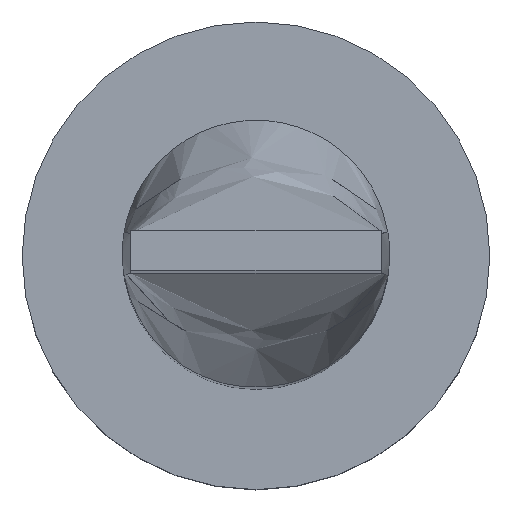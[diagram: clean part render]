
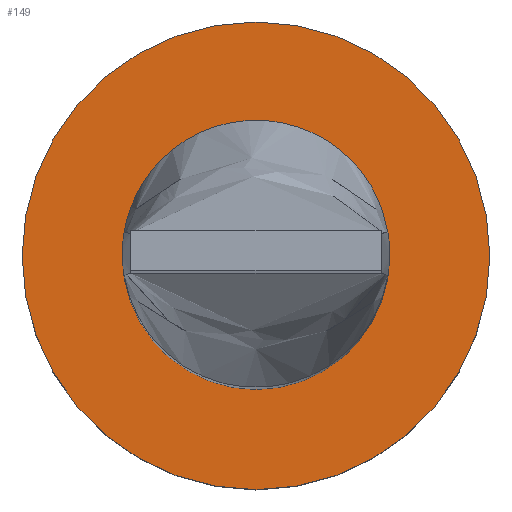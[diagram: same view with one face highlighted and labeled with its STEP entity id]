
A CAD part, top view. The second image highlights one B-rep face of the part: STEP entity #149.
In plain terms, the highlighted planar face has unit normal (0, 0, 1).
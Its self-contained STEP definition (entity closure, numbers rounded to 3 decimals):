
#14 = AXIS2_PLACEMENT_3D ( 'NONE', #97, #454, #223 ) ;
#15 = CIRCLE ( 'NONE', #135, 7. ) ;
#17 = DIRECTION ( 'NONE',  ( 0., 0., 1. ) ) ;
#19 = CARTESIAN_POINT ( 'NONE',  ( 0., 0., 5. ) ) ;
#33 = CARTESIAN_POINT ( 'NONE',  ( 7., 0., 5. ) ) ;
#65 = FACE_BOUND ( 'NONE', #160, .T. ) ;
#80 = DIRECTION ( 'NONE',  ( 0., 0., 1. ) ) ;
#97 = CARTESIAN_POINT ( 'NONE',  ( 0., 0., 5. ) ) ;
#128 = EDGE_CURVE ( 'NONE', #457, #522, #500, .T. ) ;
#135 = AXIS2_PLACEMENT_3D ( 'NONE', #19, #181, #509 ) ;
#148 = PLANE ( 'NONE',  #318 ) ;
#149 = ADVANCED_FACE ( 'NONE', ( #65, #380 ), #148, .T. ) ;
#156 = CARTESIAN_POINT ( 'NONE',  ( -4., 0., 5. ) ) ;
#160 = EDGE_LOOP ( 'NONE', ( #562, #201 ) ) ;
#178 = VERTEX_POINT ( 'NONE', #499 ) ;
#181 = DIRECTION ( 'NONE',  ( 0., 0., 1. ) ) ;
#191 = ORIENTED_EDGE ( 'NONE', *, *, #428, .T. ) ;
#201 = ORIENTED_EDGE ( 'NONE', *, *, #128, .F. ) ;
#208 = EDGE_CURVE ( 'NONE', #522, #457, #281, .T. ) ;
#223 = DIRECTION ( 'NONE',  ( 1., 0., 0. ) ) ;
#233 = DIRECTION ( 'NONE',  ( 1., 0., 0. ) ) ;
#270 = CARTESIAN_POINT ( 'NONE',  ( 0., 0., 5. ) ) ;
#281 = CIRCLE ( 'NONE', #14, 4. ) ;
#283 = DIRECTION ( 'NONE',  ( 0., 0., 1. ) ) ;
#300 = AXIS2_PLACEMENT_3D ( 'NONE', #338, #80, #328 ) ;
#308 = AXIS2_PLACEMENT_3D ( 'NONE', #270, #17, #556 ) ;
#318 = AXIS2_PLACEMENT_3D ( 'NONE', #564, #283, #233 ) ;
#328 = DIRECTION ( 'NONE',  ( 1., 0., 0. ) ) ;
#338 = CARTESIAN_POINT ( 'NONE',  ( 0., 0., 5. ) ) ;
#368 = VERTEX_POINT ( 'NONE', #33 ) ;
#369 = CARTESIAN_POINT ( 'NONE',  ( 4., 0., 5. ) ) ;
#380 = FACE_OUTER_BOUND ( 'NONE', #476, .T. ) ;
#400 = ORIENTED_EDGE ( 'NONE', *, *, #462, .T. ) ;
#428 = EDGE_CURVE ( 'NONE', #368, #178, #15, .T. ) ;
#454 = DIRECTION ( 'NONE',  ( 0., 0., 1. ) ) ;
#457 = VERTEX_POINT ( 'NONE', #369 ) ;
#462 = EDGE_CURVE ( 'NONE', #178, #368, #528, .T. ) ;
#476 = EDGE_LOOP ( 'NONE', ( #400, #191 ) ) ;
#499 = CARTESIAN_POINT ( 'NONE',  ( -7., 0., 5. ) ) ;
#500 = CIRCLE ( 'NONE', #300, 4. ) ;
#509 = DIRECTION ( 'NONE',  ( 1., 0., 0. ) ) ;
#522 = VERTEX_POINT ( 'NONE', #156 ) ;
#528 = CIRCLE ( 'NONE', #308, 7. ) ;
#556 = DIRECTION ( 'NONE',  ( 1., 0., 0. ) ) ;
#562 = ORIENTED_EDGE ( 'NONE', *, *, #208, .F. ) ;
#564 = CARTESIAN_POINT ( 'NONE',  ( 0., 0., 5. ) ) ;
